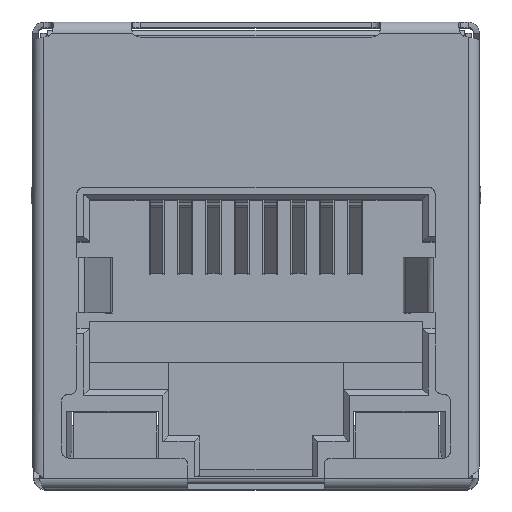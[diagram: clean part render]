
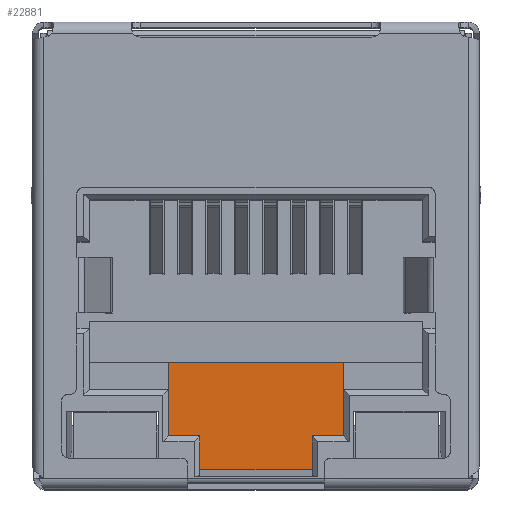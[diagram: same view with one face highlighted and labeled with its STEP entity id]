
A CAD part, top view. The second image highlights one B-rep face of the part: STEP entity #22881.
In plain terms, the highlighted planar face has unit normal (0, 0, 1).
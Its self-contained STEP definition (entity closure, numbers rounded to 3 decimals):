
#273 = VECTOR ( 'NONE', #693, 1000. ) ;
#586 = ORIENTED_EDGE ( 'NONE', *, *, #27534, .T. ) ;
#693 = DIRECTION ( 'NONE',  ( 0., 1., 0. ) ) ;
#1216 = LINE ( 'NONE', #20078, #20820 ) ;
#2242 = EDGE_CURVE ( 'NONE', #51117, #15123, #10696, .T. ) ;
#5175 = CARTESIAN_POINT ( 'NONE',  ( 36.499, -3.185, -10.198 ) ) ;
#5651 = LINE ( 'NONE', #57455, #273 ) ;
#10696 = LINE ( 'NONE', #16879, #19925 ) ;
#10728 = EDGE_CURVE ( 'NONE', #15123, #37914, #20188, .T. ) ;
#11188 = CARTESIAN_POINT ( 'NONE',  ( 33.349, -1.24, -10.198 ) ) ;
#14368 = ORIENTED_EDGE ( 'NONE', *, *, #19444, .F. ) ;
#14369 = CARTESIAN_POINT ( 'NONE',  ( 39.649, -5.13, -10.198 ) ) ;
#14441 = PLANE ( 'NONE',  #28197 ) ;
#14607 = CARTESIAN_POINT ( 'NONE',  ( 33.349, -5.13, -10.198 ) ) ;
#15123 = VERTEX_POINT ( 'NONE', #14607 ) ;
#15551 = DIRECTION ( 'NONE',  ( 0., 1., 0. ) ) ;
#16879 = CARTESIAN_POINT ( 'NONE',  ( 39.649, -5.13, -10.198 ) ) ;
#19444 = EDGE_CURVE ( 'NONE', #37914, #50185, #1216, .T. ) ;
#19925 = VECTOR ( 'NONE', #30470, 1000. ) ;
#20078 = CARTESIAN_POINT ( 'NONE',  ( 33.349, -1.24, -10.198 ) ) ;
#20188 = LINE ( 'NONE', #24249, #48018 ) ;
#20384 = DIRECTION ( 'NONE',  ( 1., 0., 0. ) ) ;
#20820 = VECTOR ( 'NONE', #20384, 1000. ) ;
#22881 = ADVANCED_FACE ( 'NONE', ( #56684 ), #14441, .T. ) ;
#23123 = ORIENTED_EDGE ( 'NONE', *, *, #10728, .F. ) ;
#24249 = CARTESIAN_POINT ( 'NONE',  ( 33.349, -5.13, -10.198 ) ) ;
#27534 = EDGE_CURVE ( 'NONE', #51117, #50185, #5651, .T. ) ;
#28197 = AXIS2_PLACEMENT_3D ( 'NONE', #5175, #42860, #57294 ) ;
#30470 = DIRECTION ( 'NONE',  ( -1., 0., 0. ) ) ;
#31714 = EDGE_LOOP ( 'NONE', ( #57085, #586, #14368, #23123 ) ) ;
#37914 = VERTEX_POINT ( 'NONE', #11188 ) ;
#42860 = DIRECTION ( 'NONE',  ( 0., 0., 1. ) ) ;
#48018 = VECTOR ( 'NONE', #15551, 1000. ) ;
#50040 = CARTESIAN_POINT ( 'NONE',  ( 39.649, -1.24, -10.198 ) ) ;
#50185 = VERTEX_POINT ( 'NONE', #50040 ) ;
#51117 = VERTEX_POINT ( 'NONE', #14369 ) ;
#56684 = FACE_OUTER_BOUND ( 'NONE', #31714, .T. ) ;
#57085 = ORIENTED_EDGE ( 'NONE', *, *, #2242, .F. ) ;
#57294 = DIRECTION ( 'NONE',  ( 1., 0., 0. ) ) ;
#57455 = CARTESIAN_POINT ( 'NONE',  ( 39.649, -5.13, -10.198 ) ) ;
